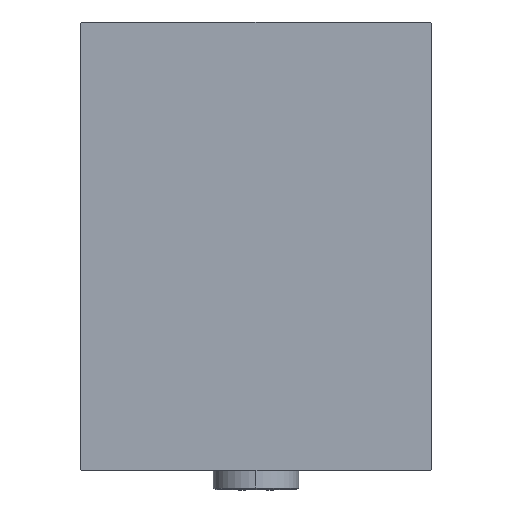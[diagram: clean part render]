
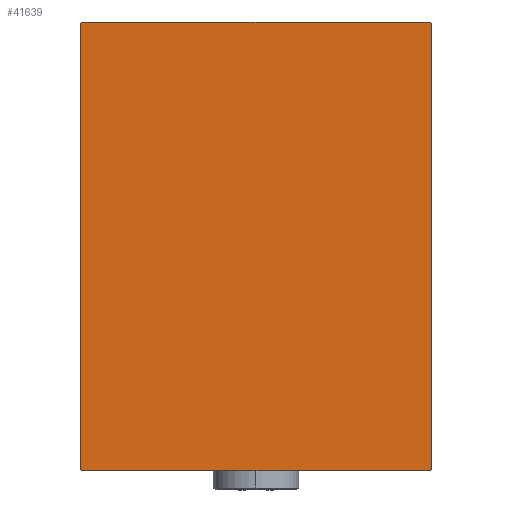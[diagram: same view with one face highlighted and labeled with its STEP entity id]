
A CAD part, left-side view. The second image highlights one B-rep face of the part: STEP entity #41639.
In plain terms, the highlighted face is planar.
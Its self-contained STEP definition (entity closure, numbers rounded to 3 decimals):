
#209 = DIRECTION ( 'NONE',  ( 0., 0.707, 0.707 ) ) ;
#790 = EDGE_CURVE ( 'NONE', #32022, #18287, #2345, .T. ) ;
#1745 = CARTESIAN_POINT ( 'NONE',  ( 108., 45., -57.2 ) ) ;
#2345 = LINE ( 'NONE', #24129, #9577 ) ;
#3163 = VECTOR ( 'NONE', #16413, 1000. ) ;
#3954 = FACE_OUTER_BOUND ( 'NONE', #32461, .T. ) ;
#4072 = CARTESIAN_POINT ( 'NONE',  ( 108., -45., -57.5 ) ) ;
#4483 = LINE ( 'NONE', #44081, #8047 ) ;
#5844 = EDGE_CURVE ( 'NONE', #38461, #6051, #15445, .T. ) ;
#6051 = VERTEX_POINT ( 'NONE', #31771 ) ;
#7802 = LINE ( 'NONE', #33141, #29230 ) ;
#8047 = VECTOR ( 'NONE', #26033, 1000. ) ;
#9327 = CARTESIAN_POINT ( 'NONE',  ( 108., -51.1, -51.1 ) ) ;
#9389 = CARTESIAN_POINT ( 'NONE',  ( 108., 44.7, -57.5 ) ) ;
#9577 = VECTOR ( 'NONE', #209, 1000. ) ;
#10135 = CARTESIAN_POINT ( 'NONE',  ( 108., -45., 57.5 ) ) ;
#11162 = VERTEX_POINT ( 'NONE', #16080 ) ;
#11813 = VERTEX_POINT ( 'NONE', #41830 ) ;
#13515 = VERTEX_POINT ( 'NONE', #37190 ) ;
#13700 = DIRECTION ( 'NONE',  ( 0., 0., -1. ) ) ;
#14142 = DIRECTION ( 'NONE',  ( 1., 0., 0. ) ) ;
#15004 = ORIENTED_EDGE ( 'NONE', *, *, #27498, .T. ) ;
#15076 = PLANE ( 'NONE',  #31032 ) ;
#15445 = LINE ( 'NONE', #29899, #25552 ) ;
#16079 = EDGE_CURVE ( 'NONE', #18287, #11813, #23262, .T. ) ;
#16080 = CARTESIAN_POINT ( 'NONE',  ( 108., 44.7, 57.5 ) ) ;
#16413 = DIRECTION ( 'NONE',  ( 0., 0., 1. ) ) ;
#16756 = ORIENTED_EDGE ( 'NONE', *, *, #16079, .T. ) ;
#18287 = VERTEX_POINT ( 'NONE', #1745 ) ;
#18610 = CARTESIAN_POINT ( 'NONE',  ( 108., -44.7, 57.5 ) ) ;
#19158 = VECTOR ( 'NONE', #32266, 1000. ) ;
#20186 = VERTEX_POINT ( 'NONE', #30980 ) ;
#20851 = EDGE_CURVE ( 'NONE', #20186, #32022, #29188, .T. ) ;
#23262 = LINE ( 'NONE', #34202, #3163 ) ;
#24129 = CARTESIAN_POINT ( 'NONE',  ( 108., 51.1, -51.1 ) ) ;
#24818 = LINE ( 'NONE', #10135, #31139 ) ;
#25552 = VECTOR ( 'NONE', #32990, 1000. ) ;
#26033 = DIRECTION ( 'NONE',  ( 0., -0.707, 0.707 ) ) ;
#27498 = EDGE_CURVE ( 'NONE', #11162, #38461, #7802, .T. ) ;
#27628 = EDGE_CURVE ( 'NONE', #11813, #11162, #4483, .T. ) ;
#28617 = ORIENTED_EDGE ( 'NONE', *, *, #31454, .T. ) ;
#29188 = LINE ( 'NONE', #4072, #19158 ) ;
#29230 = VECTOR ( 'NONE', #38701, 1000. ) ;
#29899 = CARTESIAN_POINT ( 'NONE',  ( 108., -51.1, 51.1 ) ) ;
#30907 = ORIENTED_EDGE ( 'NONE', *, *, #45424, .T. ) ;
#30980 = CARTESIAN_POINT ( 'NONE',  ( 108., -44.7, -57.5 ) ) ;
#31032 = AXIS2_PLACEMENT_3D ( 'NONE', #43782, #14142, #32149 ) ;
#31139 = VECTOR ( 'NONE', #13700, 1000. ) ;
#31454 = EDGE_CURVE ( 'NONE', #13515, #20186, #45147, .T. ) ;
#31771 = CARTESIAN_POINT ( 'NONE',  ( 108., -45., 57.2 ) ) ;
#32022 = VERTEX_POINT ( 'NONE', #9389 ) ;
#32149 = DIRECTION ( 'NONE',  ( 0., 0., -1. ) ) ;
#32266 = DIRECTION ( 'NONE',  ( 0., 1., 0. ) ) ;
#32366 = VECTOR ( 'NONE', #33742, 1000. ) ;
#32461 = EDGE_LOOP ( 'NONE', ( #43685, #40987, #16756, #40928, #15004, #32846, #30907, #28617 ) ) ;
#32846 = ORIENTED_EDGE ( 'NONE', *, *, #5844, .T. ) ;
#32990 = DIRECTION ( 'NONE',  ( 0., -0.707, -0.707 ) ) ;
#33141 = CARTESIAN_POINT ( 'NONE',  ( 108., 45., 57.5 ) ) ;
#33742 = DIRECTION ( 'NONE',  ( 0., 0.707, -0.707 ) ) ;
#34202 = CARTESIAN_POINT ( 'NONE',  ( 108., 45., -57.5 ) ) ;
#37190 = CARTESIAN_POINT ( 'NONE',  ( 108., -45., -57.2 ) ) ;
#38461 = VERTEX_POINT ( 'NONE', #18610 ) ;
#38701 = DIRECTION ( 'NONE',  ( 0., -1., 0. ) ) ;
#40928 = ORIENTED_EDGE ( 'NONE', *, *, #27628, .T. ) ;
#40987 = ORIENTED_EDGE ( 'NONE', *, *, #790, .T. ) ;
#41639 = ADVANCED_FACE ( 'NONE', ( #3954 ), #15076, .T. ) ;
#41830 = CARTESIAN_POINT ( 'NONE',  ( 108., 45., 57.2 ) ) ;
#43685 = ORIENTED_EDGE ( 'NONE', *, *, #20851, .T. ) ;
#43782 = CARTESIAN_POINT ( 'NONE',  ( 108., 0., 0. ) ) ;
#44081 = CARTESIAN_POINT ( 'NONE',  ( 108., 51.1, 51.1 ) ) ;
#45147 = LINE ( 'NONE', #9327, #32366 ) ;
#45424 = EDGE_CURVE ( 'NONE', #6051, #13515, #24818, .T. ) ;
